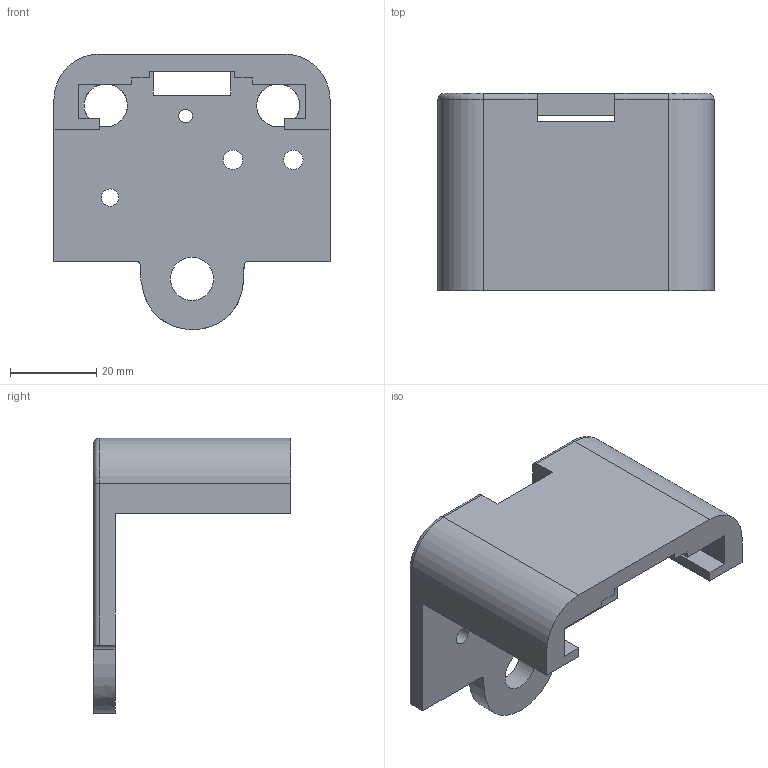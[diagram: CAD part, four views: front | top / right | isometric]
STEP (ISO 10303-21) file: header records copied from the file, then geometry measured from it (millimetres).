
FILE_DESCRIPTION(('HOOPS Exchange Step'),'2;1');
FILE_NAME('temp_export','2025-01-12T20:55:09+16:00',('keithcurry'),('Shapr3D Limited'),'HOOPS Exchange 2024.6','Shapr3D','Authorized');
FILE_SCHEMA( ('AP242_MANAGED_MODEL_BASED_3D_ENGINEERING_MIM_LF {1 0 10303 442 1 1 4 }') );
Length unit declared in the file: millimetre
Products named in the file (1): root
Bounding box: 64 x 45.7 x 63.94 mm (x, y, z)
Volume: 33535.3 mm3; surface area: 15939.2 mm2
Topology: 1 solids, 1 shells, 58 faces, 177 edges, 117 vertices
Faces by surface type: plane 36, cylinder 18, bspline 2, torus 2
Full cylindrical faces by diameter (mm): 4 x1, 4.5 x2, 10 x3
Entity records: 2188 total; most frequent: CARTESIAN_POINT 496, ORIENTED_EDGE 354, DIRECTION 344, EDGE_CURVE 177, VECTOR 118, LINE 118, VERTEX_POINT 117, AXIS2_PLACEMENT_3D 113
